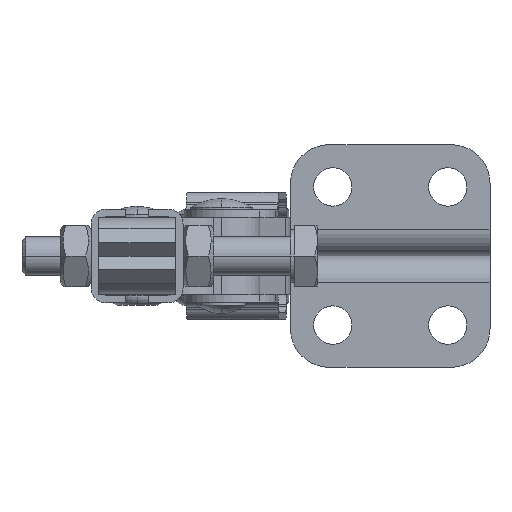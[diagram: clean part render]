
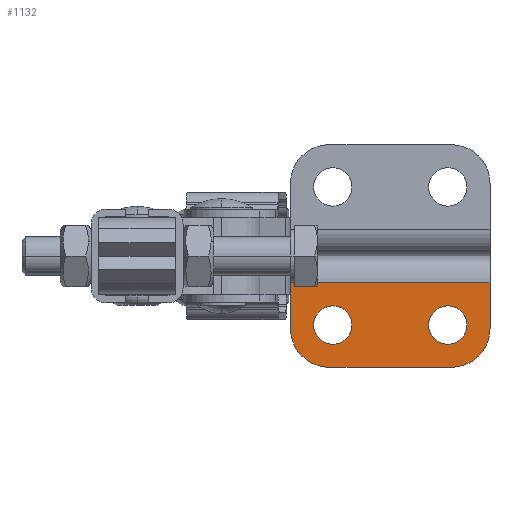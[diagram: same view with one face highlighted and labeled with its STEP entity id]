
A CAD part, left-side view. The second image highlights one B-rep face of the part: STEP entity #1132.
In plain terms, the highlighted free-form (B-spline) face has degree [1, 1] with [2, 2] control points.
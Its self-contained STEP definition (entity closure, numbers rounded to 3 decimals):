
#405=CARTESIAN_POINT('',(-8.67,12.544,-11.038));
#406=VERTEX_POINT('',#405);
#422=CARTESIAN_POINT('',(-8.67,9.009,-12.503));
#423=VERTEX_POINT('',#422);
#430=CARTESIAN_POINT('',(-8.67,9.009,-7.503));
#431=DIRECTION('',(-1.,0.,0.));
#432=DIRECTION('',(0.,0.707,-0.707));
#433=AXIS2_PLACEMENT_3D('',#430,#431,#432);
#434=CIRCLE('',#433,5.);
#435=EDGE_CURVE('',#406,#423,#434,.T.);
#468=CARTESIAN_POINT('',(-8.67,-10.527,-11.038));
#469=VERTEX_POINT('',#468);
#485=CARTESIAN_POINT('',(-8.67,-11.991,-7.503));
#486=VERTEX_POINT('',#485);
#493=CARTESIAN_POINT('',(-8.67,-6.991,-7.503));
#494=DIRECTION('',(-1.,0.,0.));
#495=DIRECTION('',(0.,-0.707,-0.707));
#496=AXIS2_PLACEMENT_3D('',#493,#494,#495);
#497=CIRCLE('',#496,5.);
#498=EDGE_CURVE('',#469,#486,#497,.T.);
#510=CARTESIAN_POINT('',(-8.67,-6.491,-9.503));
#511=VERTEX_POINT('',#510);
#527=CARTESIAN_POINT('',(-8.67,-6.491,-4.503));
#528=VERTEX_POINT('',#527);
#535=CARTESIAN_POINT('',(-8.67,-6.491,-7.003));
#536=DIRECTION('',(-1.0,0.0,0.0));
#537=DIRECTION('',(0.0,0.0,-1.0));
#538=AXIS2_PLACEMENT_3D('',#535,#536,#537);
#539=CIRCLE('',#538,2.5);
#540=EDGE_CURVE('',#528,#511,#539,.T.);
#552=CARTESIAN_POINT('',(-8.67,8.509,-9.503));
#553=VERTEX_POINT('',#552);
#569=CARTESIAN_POINT('',(-8.67,8.509,-4.503));
#570=VERTEX_POINT('',#569);
#577=CARTESIAN_POINT('',(-8.67,8.509,-7.003));
#578=DIRECTION('',(-1.0,0.0,0.0));
#579=DIRECTION('',(0.0,0.0,-1.0));
#580=AXIS2_PLACEMENT_3D('',#577,#578,#579);
#581=CIRCLE('',#580,2.5);
#582=EDGE_CURVE('',#570,#553,#581,.T.);
#748=CARTESIAN_POINT('',(-8.67,8.509,-7.003));
#749=DIRECTION('',(-1.0,0.0,0.0));
#750=DIRECTION('',(0.0,0.0,-1.0));
#751=AXIS2_PLACEMENT_3D('',#748,#749,#750);
#752=CIRCLE('',#751,2.5);
#753=EDGE_CURVE('',#553,#570,#752,.T.);
#772=CARTESIAN_POINT('',(-8.67,-6.491,-7.003));
#773=DIRECTION('',(-1.0,0.0,0.0));
#774=DIRECTION('',(0.0,0.0,-1.0));
#775=AXIS2_PLACEMENT_3D('',#772,#773,#774);
#776=CIRCLE('',#775,2.5);
#777=EDGE_CURVE('',#511,#528,#776,.T.);
#817=CARTESIAN_POINT('',(-8.67,-6.991,-12.503));
#818=VERTEX_POINT('',#817);
#819=CARTESIAN_POINT('',(-8.67,-6.991,-7.503));
#820=DIRECTION('',(-1.,0.,0.));
#821=DIRECTION('',(0.,-0.707,-0.707));
#822=AXIS2_PLACEMENT_3D('',#819,#820,#821);
#823=CIRCLE('',#822,5.);
#824=EDGE_CURVE('',#818,#469,#823,.T.);
#850=CARTESIAN_POINT('',(-8.67,9.009,-12.503));
#851=DIRECTION('',(0.0,-1.0,0.0));
#852=VECTOR('',#851,16.);
#853=LINE('',#850,#852);
#854=EDGE_CURVE('',#423,#818,#853,.T.);
#944=CARTESIAN_POINT('',(-8.67,14.009,-7.503));
#945=VERTEX_POINT('',#944);
#946=CARTESIAN_POINT('',(-8.67,9.009,-7.503));
#947=DIRECTION('',(-1.,0.,0.));
#948=DIRECTION('',(0.,0.707,-0.707));
#949=AXIS2_PLACEMENT_3D('',#946,#947,#948);
#950=CIRCLE('',#949,5.);
#951=EDGE_CURVE('',#945,#406,#950,.T.);
#969=CARTESIAN_POINT('',(-8.67,14.009,-1.503));
#970=VERTEX_POINT('',#969);
#971=CARTESIAN_POINT('',(-8.67,14.009,-1.503));
#972=DIRECTION('',(0.0,0.0,-1.0));
#973=VECTOR('',#972,6.);
#974=LINE('',#971,#973);
#975=EDGE_CURVE('',#970,#945,#974,.T.);
#1077=CARTESIAN_POINT('',(-8.67,-11.991,-1.503));
#1078=VERTEX_POINT('',#1077);
#1079=CARTESIAN_POINT('',(-8.67,14.009,-1.503));
#1080=DIRECTION('',(0.0,-1.0,0.0));
#1081=VECTOR('',#1080,26.0);
#1082=LINE('',#1079,#1081);
#1083=EDGE_CURVE('',#970,#1078,#1082,.T.);
#1104=CARTESIAN_POINT('',(-8.67,14.009,-12.503));
#1105=CARTESIAN_POINT('',(-8.67,14.009,-1.503));
#1106=CARTESIAN_POINT('',(-8.67,-11.991,-12.503));
#1107=CARTESIAN_POINT('',(-8.67,-11.991,-1.503));
#1108=B_SPLINE_SURFACE_WITH_KNOTS('',1,1,((#1104,#1106),(#1105,#1107)),.UNSPECIFIED.,.F.,.F.,.U.,(2,2),(2,2),(0.0,11.),(0.0,26.),.UNSPECIFIED.);
#1109=ORIENTED_EDGE('',*,*,#824,.T.);
#1110=ORIENTED_EDGE('',*,*,#498,.T.);
#1111=CARTESIAN_POINT('',(-8.67,-11.991,-7.503));
#1112=DIRECTION('',(0.0,0.0,1.0));
#1113=VECTOR('',#1112,6.);
#1114=LINE('',#1111,#1113);
#1115=EDGE_CURVE('',#486,#1078,#1114,.T.);
#1116=ORIENTED_EDGE('',*,*,#1115,.T.);
#1117=ORIENTED_EDGE('',*,*,#1083,.F.);
#1118=ORIENTED_EDGE('',*,*,#975,.T.);
#1119=ORIENTED_EDGE('',*,*,#951,.T.);
#1120=ORIENTED_EDGE('',*,*,#435,.T.);
#1121=ORIENTED_EDGE('',*,*,#854,.T.);
#1122=EDGE_LOOP('',(#1109,#1110,#1116,#1117,#1118,#1119,#1120,#1121));
#1123=FACE_OUTER_BOUND('',#1122,.T.);
#1124=ORIENTED_EDGE('',*,*,#753,.F.);
#1125=ORIENTED_EDGE('',*,*,#582,.F.);
#1126=EDGE_LOOP('',(#1124,#1125));
#1127=FACE_BOUND('',#1126,.T.);
#1128=ORIENTED_EDGE('',*,*,#777,.F.);
#1129=ORIENTED_EDGE('',*,*,#540,.F.);
#1130=EDGE_LOOP('',(#1128,#1129));
#1131=FACE_BOUND('',#1130,.T.);
#1132=ADVANCED_FACE('',(#1123,#1127,#1131),#1108,.F.);
